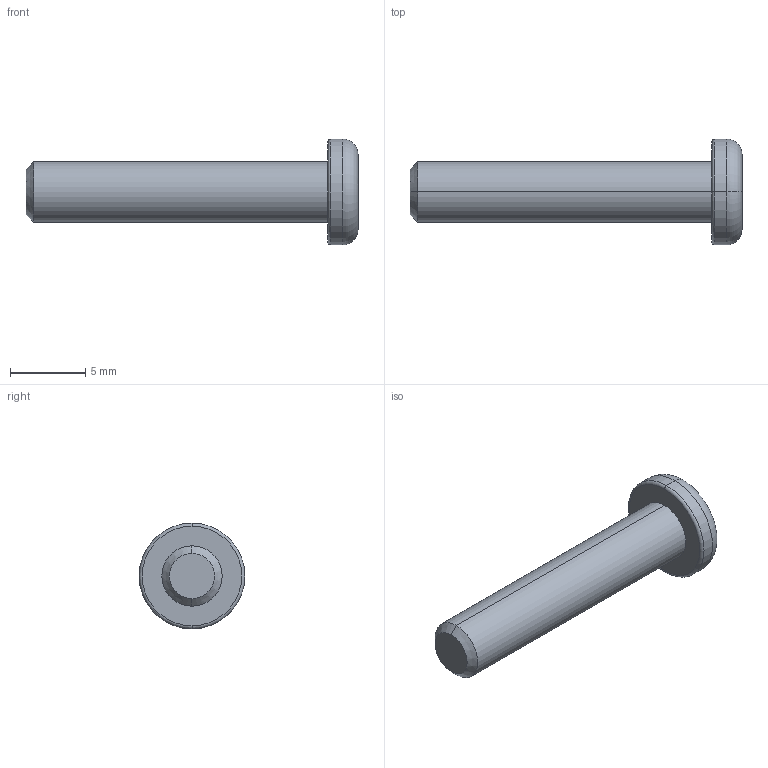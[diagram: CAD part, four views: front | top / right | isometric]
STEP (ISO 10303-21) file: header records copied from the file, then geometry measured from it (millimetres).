
FILE_DESCRIPTION (( 'STEP AP203' ), '1' );
FILE_NAME ('Moby-Vis-M4-20_Défaut_sldprt.STEP', '2019-11-01T12:19:43', ( '' ), ( '' ), 'SwSTEP 2.0', 'SolidWorks 2017', '' );
FILE_SCHEMA (( 'CONFIG_CONTROL_DESIGN' ));
Length unit declared in the file: millimetre
Products named in the file (1): Moby-Vis-M4-20_Défaut_sldprt
Bounding box: 22 x 7 x 7 mm (x, y, z)
Volume: 312.3 mm3; surface area: 380.8 mm2
Topology: 1 solids, 1 shells, 69 faces, 160 edges, 94 vertices
Faces by surface type: plane 23, cylinder 20, bspline 16, torus 8, cone 2
Entity records: 2193 total; most frequent: CARTESIAN_POINT 684, ORIENTED_EDGE 320, DIRECTION 274, EDGE_CURVE 160, AXIS2_PLACEMENT_3D 108, VERTEX_POINT 94, EDGE_LOOP 70, FACE_OUTER_BOUND 69
